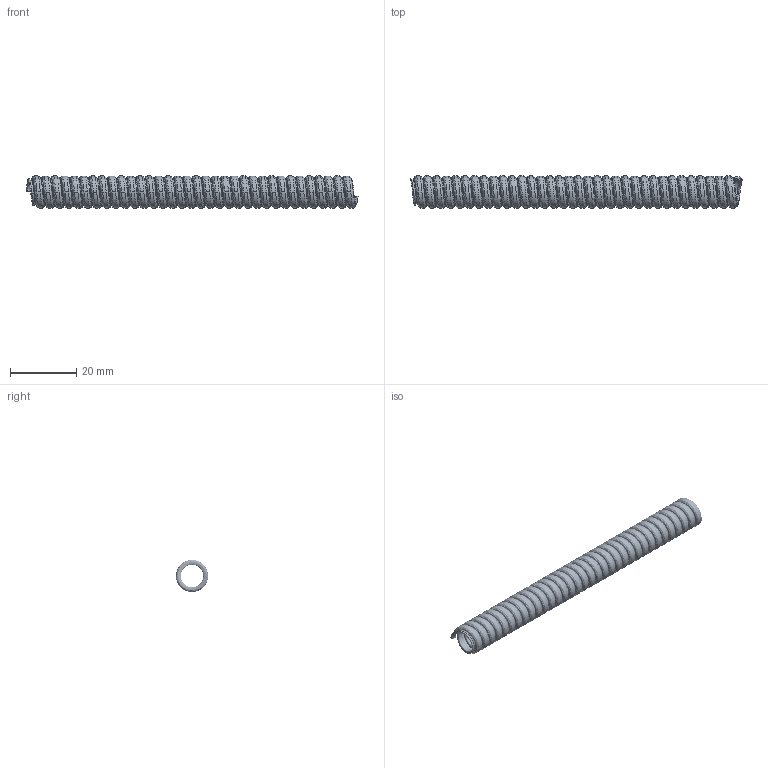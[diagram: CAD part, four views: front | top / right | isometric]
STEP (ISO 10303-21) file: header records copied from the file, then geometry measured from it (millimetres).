
FILE_DESCRIPTION(/* description */ ('Металлорукав МРПИ нг черный','CAx-IF Rec.Pracs.---Representation and Presentation of Product Manufacturing Information (PMI)---4.0---2014-10-13'),/* implementation_level */ '2;1');
FILE_NAME(/* name */ '',/* time_stamp */ '2025-05-29T15:57:11+07:00',/* author */ ('zeta-82'),/* organization */ ('ЗЭТА'),/* preprocessor_version */ 'ST-DEVELOPER v19.2',/* originating_system */ 'Autodesk Inventor 2024',/* authorisation */ '');
FILE_SCHEMA (('AP242_MANAGED_MODEL_BASED_3D_ENGINEERING_MIM_LF { 1 0 10303 442 1 1 4 }'));
Products named in the file (3): ЗЭТА.104.110.000; ЗЭТА.104.210.000; ЗЭТА.104.210.000_1
Assembly tree (2 placements, depth 2):
  ЗЭТА.104.110.000
    ЗЭТА.104.210.000
    ЗЭТА.104.210.000_1
Bounding box: 100.54 x 9.7 x 9.7 mm (x, y, z)
Volume: 1927.3 mm3; surface area: 15782.1 mm2
Topology: 2 solids, 2 shells, 382 faces, 1136 edges, 756 vertices
Faces by surface type: cylinder 350, bspline 28, plane 4
Full cylindrical faces by diameter (mm): 6.8 x33, 7.12 x66, 7.44 x24, 7.82 x33, 8.36 x24, 8.68 x33, 9 x66, 9.7 x33
Entity records: 70562 total; most frequent: CARTESIAN_POINT 61161, ORIENTED_EDGE 2272, DIRECTION 1218, EDGE_CURVE 1136, VERTEX_POINT 756, B_SPLINE_CURVE_WITH_KNOTS 720, AXIS2_PLACEMENT_3D 417, STYLED_ITEM 386
